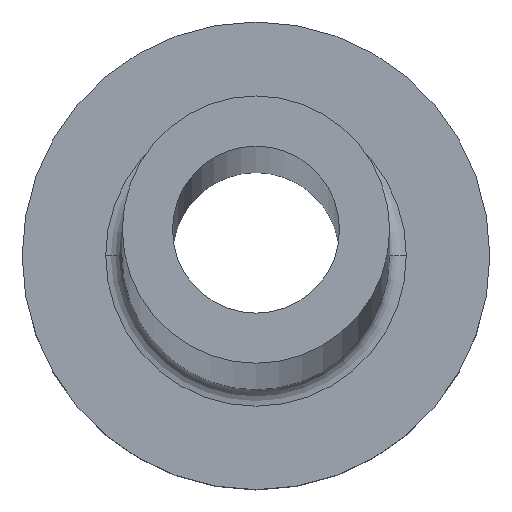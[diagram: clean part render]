
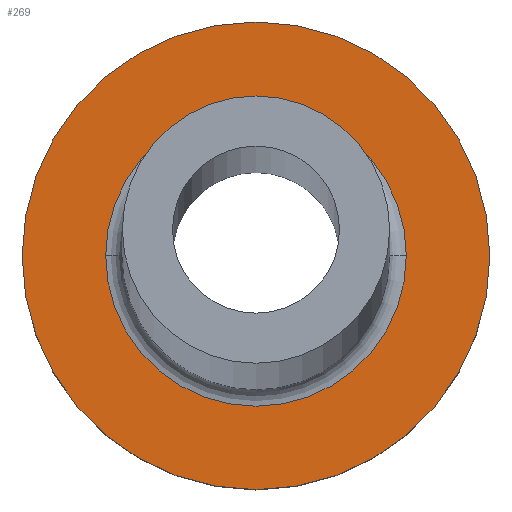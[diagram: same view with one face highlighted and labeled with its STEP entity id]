
A CAD part, top view. The second image highlights one B-rep face of the part: STEP entity #269.
In plain terms, the highlighted planar face has unit normal (0, 0, 1).
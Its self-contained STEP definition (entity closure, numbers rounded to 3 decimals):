
#17 = AXIS2_PLACEMENT_3D ( 'NONE', #313, #198, #165 ) ;
#31 = CIRCLE ( 'NONE', #356, 7. ) ;
#51 = EDGE_LOOP ( 'NONE', ( #112, #344 ) ) ;
#57 = EDGE_CURVE ( 'NONE', #353, #351, #92, .T. ) ;
#62 = CARTESIAN_POINT ( 'NONE',  ( 4.5, 0., 5. ) ) ;
#69 = CARTESIAN_POINT ( 'NONE',  ( 0., 0., 5. ) ) ;
#76 = CARTESIAN_POINT ( 'NONE',  ( 7., 0., 5. ) ) ;
#92 = CIRCLE ( 'NONE', #111, 4.5 ) ;
#111 = AXIS2_PLACEMENT_3D ( 'NONE', #301, #211, #324 ) ;
#112 = ORIENTED_EDGE ( 'NONE', *, *, #318, .T. ) ;
#130 = CARTESIAN_POINT ( 'NONE',  ( -4.5, 0., 5. ) ) ;
#140 = AXIS2_PLACEMENT_3D ( 'NONE', #69, #339, #367 ) ;
#160 = DIRECTION ( 'NONE',  ( 1., 0., 0. ) ) ;
#165 = DIRECTION ( 'NONE',  ( 1., 0., 0. ) ) ;
#173 = VERTEX_POINT ( 'NONE', #286 ) ;
#192 = EDGE_CURVE ( 'NONE', #173, #239, #31, .T. ) ;
#194 = FACE_BOUND ( 'NONE', #51, .T. ) ;
#197 = AXIS2_PLACEMENT_3D ( 'NONE', #244, #282, #362 ) ;
#198 = DIRECTION ( 'NONE',  ( 0., 0., 1. ) ) ;
#203 = ORIENTED_EDGE ( 'NONE', *, *, #192, .T. ) ;
#211 = DIRECTION ( 'NONE',  ( 0., 0., -1. ) ) ;
#226 = PLANE ( 'NONE',  #17 ) ;
#228 = DIRECTION ( 'NONE',  ( 0., 0., 1. ) ) ;
#239 = VERTEX_POINT ( 'NONE', #76 ) ;
#241 = CIRCLE ( 'NONE', #197, 4.5 ) ;
#244 = CARTESIAN_POINT ( 'NONE',  ( 0., 0., 5. ) ) ;
#258 = EDGE_CURVE ( 'NONE', #239, #173, #302, .T. ) ;
#269 = ADVANCED_FACE ( 'NONE', ( #194, #307 ), #226, .T. ) ;
#282 = DIRECTION ( 'NONE',  ( 0., 0., -1. ) ) ;
#286 = CARTESIAN_POINT ( 'NONE',  ( -7., 0., 5. ) ) ;
#301 = CARTESIAN_POINT ( 'NONE',  ( 0., 0., 5. ) ) ;
#302 = CIRCLE ( 'NONE', #140, 7. ) ;
#305 = EDGE_LOOP ( 'NONE', ( #203, #321 ) ) ;
#307 = FACE_OUTER_BOUND ( 'NONE', #305, .T. ) ;
#311 = CARTESIAN_POINT ( 'NONE',  ( 0., 0., 5. ) ) ;
#313 = CARTESIAN_POINT ( 'NONE',  ( 0., 0., 5. ) ) ;
#318 = EDGE_CURVE ( 'NONE', #351, #353, #241, .T. ) ;
#321 = ORIENTED_EDGE ( 'NONE', *, *, #258, .T. ) ;
#324 = DIRECTION ( 'NONE',  ( 1., 0., 0. ) ) ;
#339 = DIRECTION ( 'NONE',  ( 0., 0., 1. ) ) ;
#344 = ORIENTED_EDGE ( 'NONE', *, *, #57, .T. ) ;
#351 = VERTEX_POINT ( 'NONE', #62 ) ;
#353 = VERTEX_POINT ( 'NONE', #130 ) ;
#356 = AXIS2_PLACEMENT_3D ( 'NONE', #311, #228, #160 ) ;
#362 = DIRECTION ( 'NONE',  ( 1., 0., 0. ) ) ;
#367 = DIRECTION ( 'NONE',  ( 1., 0., 0. ) ) ;
